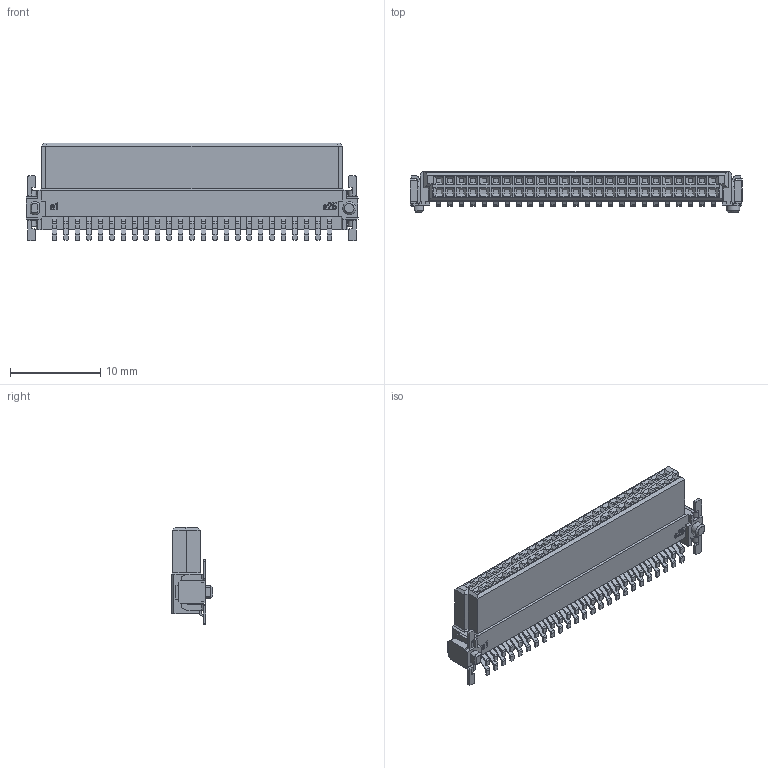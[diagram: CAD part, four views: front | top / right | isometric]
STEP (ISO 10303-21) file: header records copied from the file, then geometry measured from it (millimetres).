
FILE_DESCRIPTION( ('This file contains a STEP AP42 implementation' ,'as created by ZW3D STEP Interface translator.') ,'2;1' );
FILE_NAME( '3910-S050-096ZS3WR1.stp' ,'23 5 4.14 010', (''), ('ZWCAD Software Co.'), 'Version 1.0', 'ZW3D to STEP translator', '' );
FILE_SCHEMA(('AUTOMOTIVE_DESIGN { 1 0 10303 214 1 1 1 1 }'));
Length unit declared in the file: millimetre
Products named in the file (2): 0; 3910-S050-096ZS3WR1
Bounding box: 36.83 x 4.6 x 10.8 mm (x, y, z)
Volume: 899.2 mm3; surface area: 1291.6 mm2
Topology: 1 solids, 1 shells, 2169 faces, 5543 edges, 3481 vertices
Faces by surface type: plane 1635, cylinder 505, bspline 28, cone 1
Full cylindrical faces by diameter (mm): 1.45 x1
Entity records: 68370 total; most frequent: CARTESIAN_POINT 15567, ORIENTED_EDGE 11086, DIRECTION 9365, EDGE_CURVE 5543, VECTOR 3963, LINE 3963, VERTEX_POINT 3481, AXIS2_PLACEMENT_3D 2701
